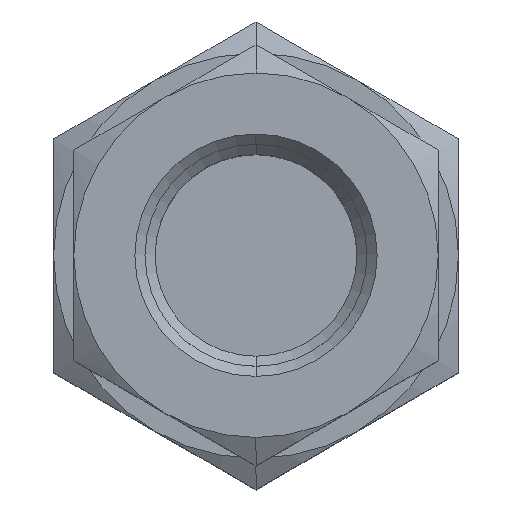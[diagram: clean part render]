
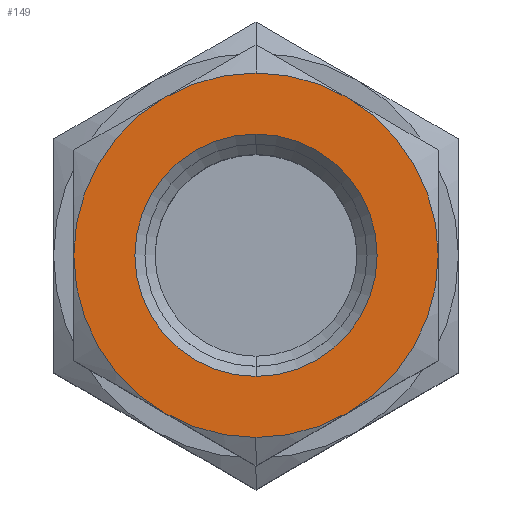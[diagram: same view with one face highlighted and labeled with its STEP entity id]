
A CAD part, top view. The second image highlights one B-rep face of the part: STEP entity #149.
In plain terms, the highlighted planar face has unit normal (0, 0, 1).
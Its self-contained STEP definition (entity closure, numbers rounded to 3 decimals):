
#149=ADVANCED_FACE('',(#331,#332),#333,.T.);
#331=FACE_OUTER_BOUND('',#547,.T.);
#332=FACE_BOUND('',#548,.T.);
#333=PLANE('',#549);
#547=EDGE_LOOP('',(#1241,#1242,#1243,#1244,#1245,#1246,#1247,#1248));
#548=EDGE_LOOP('',(#1249,#1250));
#549=AXIS2_PLACEMENT_3D('',#1251,#1252,#1253);
#1241=ORIENTED_EDGE('',*,*,#1543,.T.);
#1242=ORIENTED_EDGE('',*,*,#1542,.T.);
#1243=ORIENTED_EDGE('',*,*,#1363,.T.);
#1244=ORIENTED_EDGE('',*,*,#1541,.T.);
#1245=ORIENTED_EDGE('',*,*,#1540,.T.);
#1246=ORIENTED_EDGE('',*,*,#1539,.T.);
#1247=ORIENTED_EDGE('',*,*,#1538,.T.);
#1248=ORIENTED_EDGE('',*,*,#1367,.T.);
#1249=ORIENTED_EDGE('',*,*,#1360,.T.);
#1250=ORIENTED_EDGE('',*,*,#1544,.T.);
#1251=CARTESIAN_POINT('',(0.0,0.0,16.0));
#1252=DIRECTION('',(0.0,0.0,1.0));
#1253=DIRECTION('',(1.0,-0.0,0.0));
#1360=EDGE_CURVE('',#1783,#1781,#1784,.T.);
#1363=EDGE_CURVE('',#1789,#1786,#1790,.T.);
#1367=EDGE_CURVE('',#1793,#1795,#1797,.T.);
#1538=EDGE_CURVE('',#2049,#1793,#2072,.T.);
#1539=EDGE_CURVE('',#2054,#2049,#2073,.T.);
#1540=EDGE_CURVE('',#2059,#2054,#2074,.T.);
#1541=EDGE_CURVE('',#1786,#2059,#2075,.T.);
#1542=EDGE_CURVE('',#2066,#1789,#2076,.T.);
#1543=EDGE_CURVE('',#1795,#2066,#2077,.T.);
#1544=EDGE_CURVE('',#1781,#1783,#2078,.T.);
#1781=VERTEX_POINT('',#2182);
#1783=VERTEX_POINT('',#2185);
#1784=CIRCLE('',#2186,8.975);
#1786=VERTEX_POINT('',#2189);
#1789=VERTEX_POINT('',#2193);
#1790=CIRCLE('',#2194,13.5);
#1793=VERTEX_POINT('',#2204);
#1795=VERTEX_POINT('',#2207);
#1797=CIRCLE('',#2216,13.5);
#2049=VERTEX_POINT('',#2873);
#2054=VERTEX_POINT('',#2893);
#2059=VERTEX_POINT('',#2913);
#2066=VERTEX_POINT('',#2943);
#2072=CIRCLE('',#2971,13.5);
#2073=CIRCLE('',#2972,13.5);
#2074=CIRCLE('',#2973,13.5);
#2075=CIRCLE('',#2974,13.5);
#2076=CIRCLE('',#2975,13.5);
#2077=CIRCLE('',#2976,13.5);
#2078=CIRCLE('',#2977,8.975);
#2182=CARTESIAN_POINT('',(0.,8.975,16.0));
#2185=CARTESIAN_POINT('',(0.0,-8.975,16.0));
#2186=AXIS2_PLACEMENT_3D('',#3123,#3124,#3125);
#2189=CARTESIAN_POINT('',(0.,13.5,16.0));
#2193=CARTESIAN_POINT('',(6.75,11.691,16.0));
#2194=AXIS2_PLACEMENT_3D('',#3128,#3129,#3130);
#2204=CARTESIAN_POINT('',(0.,-13.5,16.0));
#2207=CARTESIAN_POINT('',(6.75,-11.691,16.0));
#2216=AXIS2_PLACEMENT_3D('',#3132,#3133,#3134);
#2873=CARTESIAN_POINT('',(-6.75,-11.691,16.0));
#2893=CARTESIAN_POINT('',(-13.5,0.,16.0));
#2913=CARTESIAN_POINT('',(-6.75,11.691,16.0));
#2943=CARTESIAN_POINT('',(13.5,0.,16.0));
#2971=AXIS2_PLACEMENT_3D('',#3341,#3342,#3343);
#2972=AXIS2_PLACEMENT_3D('',#3344,#3345,#3346);
#2973=AXIS2_PLACEMENT_3D('',#3347,#3348,#3349);
#2974=AXIS2_PLACEMENT_3D('',#3350,#3351,#3352);
#2975=AXIS2_PLACEMENT_3D('',#3353,#3354,#3355);
#2976=AXIS2_PLACEMENT_3D('',#3356,#3357,#3358);
#2977=AXIS2_PLACEMENT_3D('',#3359,#3360,#3361);
#3123=CARTESIAN_POINT('',(0.0,0.0,16.0));
#3124=DIRECTION('',(0.0,0.0,-1.0));
#3125=DIRECTION('',(0.0,-1.0,0.0));
#3128=CARTESIAN_POINT('',(0.0,0.0,16.0));
#3129=DIRECTION('',(0.0,-0.0,1.0));
#3130=DIRECTION('',(0.5,0.866,0.0));
#3132=CARTESIAN_POINT('',(0.0,0.0,16.0));
#3133=DIRECTION('',(0.0,0.0,1.0));
#3134=DIRECTION('',(-0.5,-0.866,0.0));
#3341=CARTESIAN_POINT('',(0.0,0.0,16.0));
#3342=DIRECTION('',(0.0,0.0,1.0));
#3343=DIRECTION('',(-0.5,-0.866,0.0));
#3344=CARTESIAN_POINT('',(0.0,0.0,16.0));
#3345=DIRECTION('',(0.0,0.0,1.0));
#3346=DIRECTION('',(-1.0,0.,0.0));
#3347=CARTESIAN_POINT('',(0.0,0.0,16.0));
#3348=DIRECTION('',(0.0,0.0,1.0));
#3349=DIRECTION('',(-0.5,0.866,0.0));
#3350=CARTESIAN_POINT('',(0.0,0.0,16.0));
#3351=DIRECTION('',(0.0,-0.0,1.0));
#3352=DIRECTION('',(0.5,0.866,0.0));
#3353=CARTESIAN_POINT('',(0.0,0.0,16.0));
#3354=DIRECTION('',(0.0,0.0,1.0));
#3355=DIRECTION('',(1.0,0.,0.0));
#3356=CARTESIAN_POINT('',(0.0,0.0,16.0));
#3357=DIRECTION('',(0.0,0.0,1.0));
#3358=DIRECTION('',(0.5,-0.866,0.0));
#3359=CARTESIAN_POINT('',(0.0,0.0,16.0));
#3360=DIRECTION('',(0.0,0.0,-1.0));
#3361=DIRECTION('',(0.0,-1.0,0.0));
